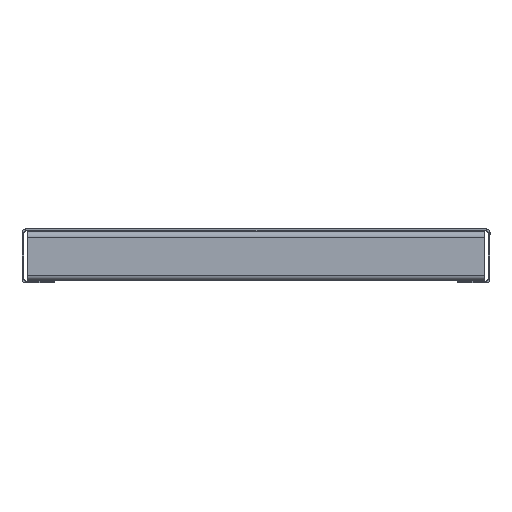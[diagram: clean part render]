
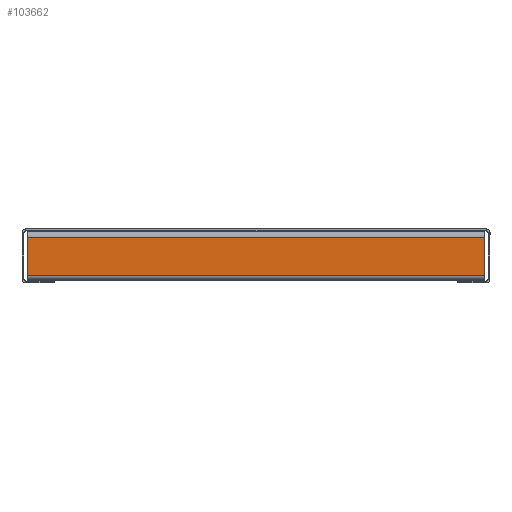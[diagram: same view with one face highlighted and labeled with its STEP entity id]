
A CAD part, left-side view. The second image highlights one B-rep face of the part: STEP entity #103662.
In plain terms, the highlighted face is planar.
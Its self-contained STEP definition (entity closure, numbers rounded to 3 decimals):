
#103604=CARTESIAN_POINT('',(70.,27.5,292.0));
#103605=VERTEX_POINT('',#103604);
#103613=CARTESIAN_POINT('',(70.,27.5,0.0));
#103614=VERTEX_POINT('',#103613);
#103615=CARTESIAN_POINT('',(70.,27.5,0.0));
#103616=DIRECTION('',(0.0,0.0,1.0));
#103617=VECTOR('',#103616,292.0);
#103618=LINE('',#103615,#103617);
#103619=EDGE_CURVE('',#103614,#103605,#103618,.T.);
#103632=CARTESIAN_POINT('',(70.,27.5,0.0));
#103633=DIRECTION('',(1.0,0.0,0.0));
#103634=DIRECTION('',(0.0,0.0,-1.0));
#103635=AXIS2_PLACEMENT_3D('',#103632,#103633,#103634);
#103636=PLANE('',#103635);
#103637=CARTESIAN_POINT('',(70.,3.,292.0));
#103638=VERTEX_POINT('',#103637);
#103639=CARTESIAN_POINT('',(70.,27.5,292.0));
#103640=DIRECTION('',(0.0,-1.0,0.0));
#103641=VECTOR('',#103640,24.5);
#103642=LINE('',#103639,#103641);
#103643=EDGE_CURVE('',#103605,#103638,#103642,.T.);
#103644=ORIENTED_EDGE('',*,*,#103643,.T.);
#103645=CARTESIAN_POINT('',(70.,3.,0.0));
#103646=VERTEX_POINT('',#103645);
#103647=CARTESIAN_POINT('',(70.,3.,0.0));
#103648=DIRECTION('',(0.0,0.0,1.0));
#103649=VECTOR('',#103648,292.0);
#103650=LINE('',#103647,#103649);
#103651=EDGE_CURVE('',#103646,#103638,#103650,.T.);
#103652=ORIENTED_EDGE('',*,*,#103651,.F.);
#103653=CARTESIAN_POINT('',(70.,3.,0.0));
#103654=DIRECTION('',(0.0,1.0,0.0));
#103655=VECTOR('',#103654,24.5);
#103656=LINE('',#103653,#103655);
#103657=EDGE_CURVE('',#103646,#103614,#103656,.T.);
#103658=ORIENTED_EDGE('',*,*,#103657,.T.);
#103659=ORIENTED_EDGE('',*,*,#103619,.T.);
#103660=EDGE_LOOP('',(#103644,#103652,#103658,#103659));
#103661=FACE_OUTER_BOUND('',#103660,.T.);
#103662=ADVANCED_FACE('',(#103661),#103636,.T.);
